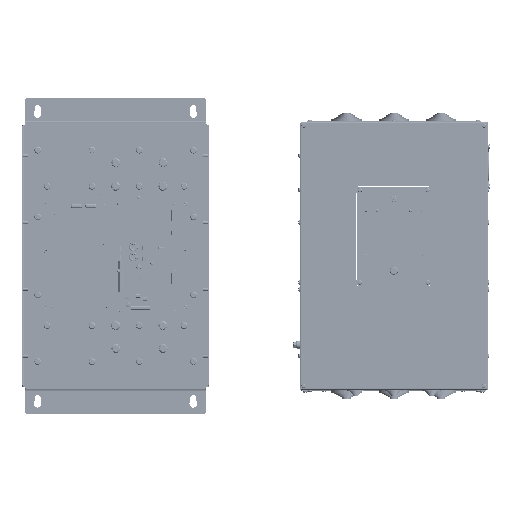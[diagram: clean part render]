
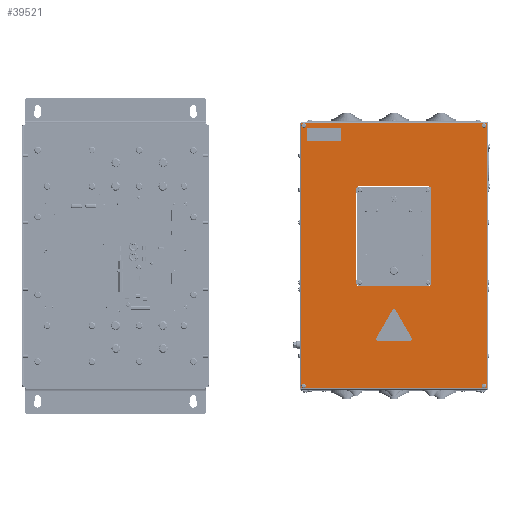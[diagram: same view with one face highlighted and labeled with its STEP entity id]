
A CAD part, top view. The second image highlights one B-rep face of the part: STEP entity #39521.
In plain terms, the highlighted planar face has unit normal (0, 0, 1).
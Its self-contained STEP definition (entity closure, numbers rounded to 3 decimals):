
#39521=ADVANCED_FACE('',(#67606,#67608,#67610,#67612,#67614,#67616),#67618,.T.);
#67606=FACE_BOUND('',#67607,.T.);
#67607=EDGE_LOOP('',(#111280,#111281,#111282,#111283));
#67608=FACE_BOUND('',#67609,.T.);
#67609=EDGE_LOOP('',(#111284,#111285,#111286,#111287,#111288,#111289,#111290,#111291));
#67610=FACE_BOUND('',#67611,.T.);
#67611=EDGE_LOOP('',(#111292));
#67612=FACE_BOUND('',#67613,.T.);
#67613=EDGE_LOOP('',(#111293));
#67614=FACE_BOUND('',#67615,.T.);
#67615=EDGE_LOOP('',(#111294));
#67616=FACE_BOUND('',#67617,.T.);
#67617=EDGE_LOOP('',(#111295));
#67618=PLANE('',#67619);
#67619=AXIS2_PLACEMENT_3D('',#67620,#67621,#67622);
#67620=CARTESIAN_POINT('',(499.569,683.044,329.72));
#67621=DIRECTION('',(0.,0.,1.));
#67622=DIRECTION('',(1.,0.,0.));
#111280=ORIENTED_EDGE('',*,*,#134021,.T.);
#111281=ORIENTED_EDGE('',*,*,#134022,.T.);
#111282=ORIENTED_EDGE('',*,*,#133988,.T.);
#111283=ORIENTED_EDGE('',*,*,#134023,.T.);
#111284=ORIENTED_EDGE('',*,*,#134024,.T.);
#111285=ORIENTED_EDGE('',*,*,#134025,.T.);
#111286=ORIENTED_EDGE('',*,*,#134026,.T.);
#111287=ORIENTED_EDGE('',*,*,#134027,.T.);
#111288=ORIENTED_EDGE('',*,*,#134028,.T.);
#111289=ORIENTED_EDGE('',*,*,#134029,.T.);
#111290=ORIENTED_EDGE('',*,*,#134030,.T.);
#111291=ORIENTED_EDGE('',*,*,#134031,.T.);
#111292=ORIENTED_EDGE('',*,*,#134032,.T.);
#111293=ORIENTED_EDGE('',*,*,#134033,.T.);
#111294=ORIENTED_EDGE('',*,*,#134034,.T.);
#111295=ORIENTED_EDGE('',*,*,#134035,.T.);
#133988=EDGE_CURVE('',#158570,#158562,#158588,.T.);
#134021=EDGE_CURVE('',#158637,#158631,#158638,.T.);
#134022=EDGE_CURVE('',#158631,#158570,#158639,.T.);
#134023=EDGE_CURVE('',#158562,#158637,#158640,.T.);
#134024=EDGE_CURVE('',#158641,#158642,#158643,.F.);
#134025=EDGE_CURVE('',#158642,#158644,#158645,.F.);
#134026=EDGE_CURVE('',#158644,#158646,#158647,.F.);
#134027=EDGE_CURVE('',#158646,#158648,#158649,.F.);
#134028=EDGE_CURVE('',#158648,#158650,#158651,.F.);
#134029=EDGE_CURVE('',#158650,#158652,#158653,.F.);
#134030=EDGE_CURVE('',#158652,#158654,#158655,.F.);
#134031=EDGE_CURVE('',#158654,#158641,#158656,.F.);
#134032=EDGE_CURVE('',#158657,#158657,#158658,.F.);
#134033=EDGE_CURVE('',#158659,#158659,#158660,.F.);
#134034=EDGE_CURVE('',#158661,#158661,#158662,.F.);
#134035=EDGE_CURVE('',#158663,#158663,#158664,.F.);
#158562=VERTEX_POINT('',#204165);
#158570=VERTEX_POINT('',#204183);
#158588=LINE('',#204224,#204225);
#158631=VERTEX_POINT('',#204328);
#158637=VERTEX_POINT('',#204344);
#158638=LINE('',#204345,#204346);
#158639=LINE('',#204348,#204349);
#158640=LINE('',#204351,#204352);
#158641=VERTEX_POINT('',#204354);
#158642=VERTEX_POINT('',#204355);
#158643=CIRCLE('',#204356,5.);
#158644=VERTEX_POINT('',#204360);
#158645=LINE('',#204361,#204362);
#158646=VERTEX_POINT('',#204364);
#158647=CIRCLE('',#204365,5.);
#158648=VERTEX_POINT('',#204369);
#158649=LINE('',#204370,#204371);
#158650=VERTEX_POINT('',#204373);
#158651=CIRCLE('',#204374,5.);
#158652=VERTEX_POINT('',#204378);
#158653=LINE('',#204379,#204380);
#158654=VERTEX_POINT('',#204382);
#158655=CIRCLE('',#204383,5.);
#158656=LINE('',#204387,#204388);
#158657=VERTEX_POINT('',#204390);
#158658=CIRCLE('',#204391,2.5);
#158659=VERTEX_POINT('',#204395);
#158660=CIRCLE('',#204396,2.5);
#158661=VERTEX_POINT('',#204400);
#158662=CIRCLE('',#204401,2.5);
#158663=VERTEX_POINT('',#204405);
#158664=CIRCLE('',#204406,2.5);
#204165=CARTESIAN_POINT('',(501.869,203.344,329.72));
#204183=CARTESIAN_POINT('',(501.869,680.744,329.72));
#204224=CARTESIAN_POINT('',(501.869,680.744,329.72));
#204225=VECTOR('',#204226,1.);
#204226=DIRECTION('',(0.,-1.,0.));
#204328=CARTESIAN_POINT('',(835.269,680.744,329.72));
#204344=CARTESIAN_POINT('',(835.269,203.344,329.72));
#204345=CARTESIAN_POINT('',(835.269,203.344,329.72));
#204346=VECTOR('',#204347,1.);
#204347=DIRECTION('',(0.,1.,0.));
#204348=CARTESIAN_POINT('',(835.269,680.744,329.72));
#204349=VECTOR('',#204350,1.);
#204350=DIRECTION('',(-1.,0.,0.));
#204351=CARTESIAN_POINT('',(501.869,203.344,329.72));
#204352=VECTOR('',#204353,1.);
#204353=DIRECTION('',(1.,0.,0.));
#204354=CARTESIAN_POINT('',(736.069,392.544,329.72));
#204355=CARTESIAN_POINT('',(731.069,387.544,329.72));
#204356=AXIS2_PLACEMENT_3D('',#204357,#204358,#204359);
#204357=CARTESIAN_POINT('',(731.069,392.544,329.72));
#204358=DIRECTION('',(0.,0.,1.));
#204359=DIRECTION('',(0.,-1.,0.));
#204360=CARTESIAN_POINT('',(606.069,387.544,329.72));
#204361=CARTESIAN_POINT('',(606.069,387.544,329.72));
#204362=VECTOR('',#204363,1.);
#204363=DIRECTION('',(1.,0.,0.));
#204364=CARTESIAN_POINT('',(601.069,392.544,329.72));
#204365=AXIS2_PLACEMENT_3D('',#204366,#204367,#204368);
#204366=CARTESIAN_POINT('',(606.069,392.544,329.72));
#204367=DIRECTION('',(0.,0.,1.));
#204368=DIRECTION('',(-1.,0.,0.));
#204369=CARTESIAN_POINT('',(601.069,561.544,329.72));
#204370=CARTESIAN_POINT('',(601.069,561.544,329.72));
#204371=VECTOR('',#204372,1.);
#204372=DIRECTION('',(0.,-1.,0.));
#204373=CARTESIAN_POINT('',(606.069,566.544,329.72));
#204374=AXIS2_PLACEMENT_3D('',#204375,#204376,#204377);
#204375=CARTESIAN_POINT('',(606.069,561.544,329.72));
#204376=DIRECTION('',(0.,0.,1.));
#204377=DIRECTION('',(0.,1.,0.));
#204378=CARTESIAN_POINT('',(731.069,566.544,329.72));
#204379=CARTESIAN_POINT('',(731.069,566.544,329.72));
#204380=VECTOR('',#204381,1.);
#204381=DIRECTION('',(-1.,0.,0.));
#204382=CARTESIAN_POINT('',(736.069,561.544,329.72));
#204383=AXIS2_PLACEMENT_3D('',#204384,#204385,#204386);
#204384=CARTESIAN_POINT('',(731.069,561.544,329.72));
#204385=DIRECTION('',(0.,0.,1.));
#204386=DIRECTION('',(1.,0.,0.));
#204387=CARTESIAN_POINT('',(736.069,392.544,329.72));
#204388=VECTOR('',#204389,1.);
#204389=DIRECTION('',(0.,1.,0.));
#204390=CARTESIAN_POINT('',(504.069,208.044,329.72));
#204391=AXIS2_PLACEMENT_3D('',#204392,#204393,#204394);
#204392=CARTESIAN_POINT('',(506.569,208.044,329.72));
#204393=DIRECTION('',(0.,0.,1.));
#204394=DIRECTION('',(-1.,0.,0.));
#204395=CARTESIAN_POINT('',(504.069,676.044,329.72));
#204396=AXIS2_PLACEMENT_3D('',#204397,#204398,#204399);
#204397=CARTESIAN_POINT('',(506.569,676.044,329.72));
#204398=DIRECTION('',(0.,0.,1.));
#204399=DIRECTION('',(-1.,0.,0.));
#204400=CARTESIAN_POINT('',(828.069,208.044,329.72));
#204401=AXIS2_PLACEMENT_3D('',#204402,#204403,#204404);
#204402=CARTESIAN_POINT('',(830.569,208.044,329.72));
#204403=DIRECTION('',(0.,0.,1.));
#204404=DIRECTION('',(-1.,0.,0.));
#204405=CARTESIAN_POINT('',(828.069,676.044,329.72));
#204406=AXIS2_PLACEMENT_3D('',#204407,#204408,#204409);
#204407=CARTESIAN_POINT('',(830.569,676.044,329.72));
#204408=DIRECTION('',(0.,0.,1.));
#204409=DIRECTION('',(-1.,0.,0.));
